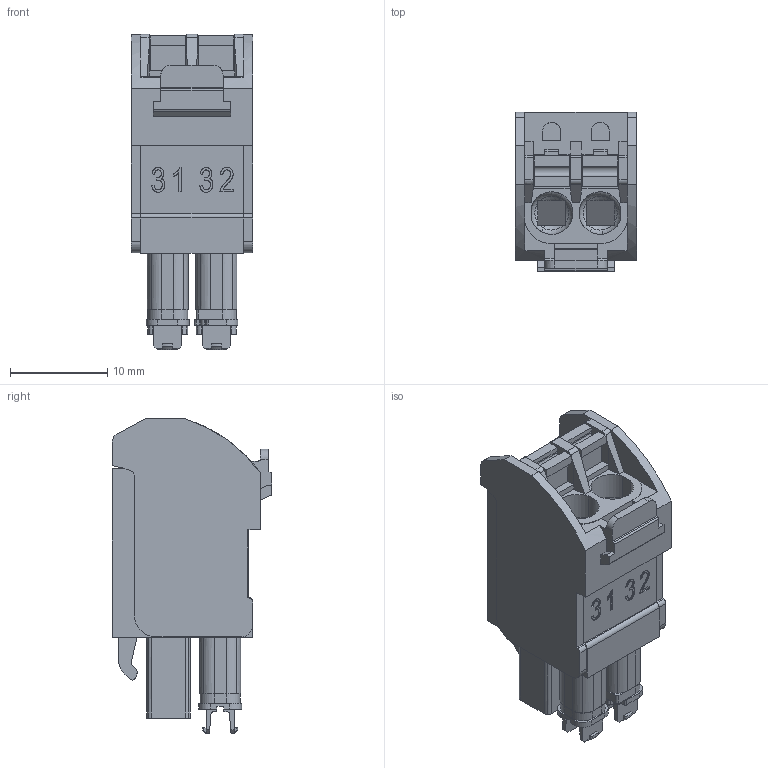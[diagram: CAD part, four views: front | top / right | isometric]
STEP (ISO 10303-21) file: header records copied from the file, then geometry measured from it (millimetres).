
FILE_DESCRIPTION(('CATIA V5 STEP Exchange','CAx-IF Rec.Pracs.--- Model Styling and Organization---1.5--- 2016-08-15','CAx-IF Rec.Pracs.---Supplemental Geometry---1.0---2011-11-01','CAx-IF Rec.Pracs.--- Composite Materials ---1.1---2010-07-15'),'2;1');
FILE_NAME ('12639263_3', '2025-02-28T06:32:29+00:00', ('none'), ('Weidmueller'), 'CATIA Version 5-6 Release 2022 SP4 HF5', 'CATIA V5 STEP AP214 v3', 'none');
FILE_SCHEMA(('AUTOMOTIVE_DESIGN { 1 0 10303 214 1 1 1 1 }'));
Length unit declared in the file: millimetre
Products named in the file (1): S3D_BHF_5-00_02_BK_BK_PRT_31
Bounding box: 12.5 x 16.41 x 32.4 mm (x, y, z)
Volume: 3703.1 mm3; surface area: 2895.6 mm2
Topology: 1 solids, 1 shells, 1139 faces, 3456 edges, 2335 vertices
Faces by surface type: plane 1001, cylinder 84, extrusion 34, cone 11, torus 5, revolution 4
Entity records: 39478 total; most frequent: CARTESIAN_POINT 7830, ORIENTED_EDGE 6912, DIRECTION 5405, EDGE_CURVE 3456, VECTOR 3115, LINE 3081, VERTEX_POINT 2335, AXIS2_PLACEMENT_3D 1257
